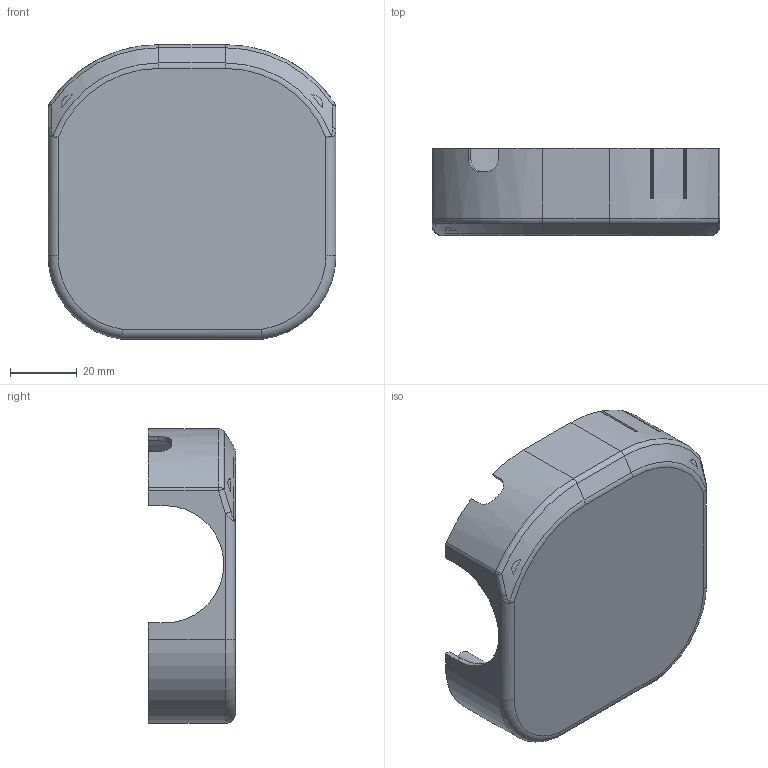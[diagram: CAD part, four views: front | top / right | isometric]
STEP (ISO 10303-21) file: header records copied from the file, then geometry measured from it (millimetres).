
FILE_DESCRIPTION(/* description */ (''),/* implementation_level */ '2;1');
FILE_NAME(/* name */ 'coque_sup.stp',/* time_stamp */ '2022-06-14T09:53:49+02:00',/* author */ ('dimercur'),/* organization */ (''),/* preprocessor_version */ 'ST-DEVELOPER v18.1',/* originating_system */ 'Autodesk Inventor 2021',/* authorisation */ '');
FILE_SCHEMA (('CONFIG_CONTROL_DESIGN'));
Length unit declared in the file: millimetre
Products named in the file (1): coque_sup
Bounding box: 86 x 26 x 88 mm (x, y, z)
Volume: 20947.8 mm3; surface area: 27620.6 mm2
Topology: 1 solids, 1 shells, 114 faces, 294 edges, 182 vertices
Faces by surface type: plane 42, cylinder 36, bspline 14, torus 14, sphere 4, cone 4
Full cylindrical faces by diameter (mm): 2.5 x4, 6 x4
Entity records: 4189 total; most frequent: CARTESIAN_POINT 1317, ORIENTED_EDGE 572, DIRECTION 564, EDGE_CURVE 286, AXIS2_PLACEMENT_3D 222, VERTEX_POINT 182, EDGE_LOOP 122, CIRCLE 121
